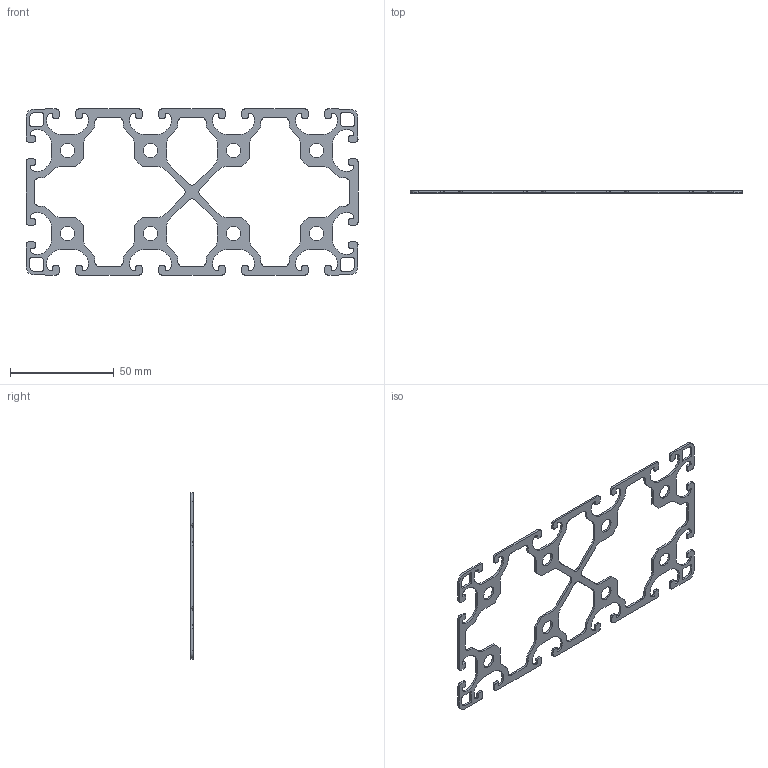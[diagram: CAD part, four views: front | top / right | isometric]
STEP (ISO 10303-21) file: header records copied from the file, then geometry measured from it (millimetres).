
FILE_DESCRIPTION(/* description */ ('ISB Aluminum Profile 80x160-L'),/* implementation_level */ '2;1');
FILE_NAME(/* name */ '1007492.ipt.stp',/* time_stamp */ '2020-04-01T16:44:51+02:00',/* author */ ('g.voermans'),/* organization */ (''),/* preprocessor_version */ 'ST-DEVELOPER v16.5',/* originating_system */ 'Autodesk Inventor 2017',/* authorisation */ '');
FILE_SCHEMA (('AUTOMOTIVE_DESIGN { 1 0 10303 214 3 1 1 }'));
Length unit declared in the file: millimetre
Products named in the file (1): 1007492
Bounding box: 160 x 1 x 80 mm (x, y, z)
Volume: 3806.8 mm3; surface area: 9582.2 mm2
Topology: 1 solids, 1 shells, 522 faces, 1560 edges, 1040 vertices
Faces by surface type: plane 266, cylinder 256
Full cylindrical faces by diameter (mm): 6.8 x8
Entity records: 17757 total; most frequent: CARTESIAN_POINT 3115, DIRECTION 3110, ORIENTED_EDGE 3104, EDGE_CURVE 1552, LINE 1040, VECTOR 1040, VERTEX_POINT 1040, AXIS2_PLACEMENT_3D 1035
